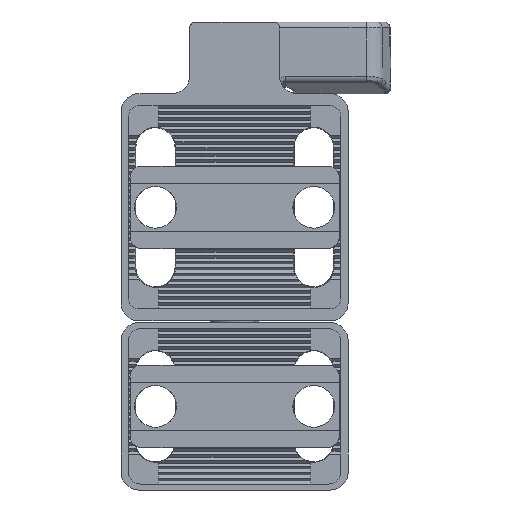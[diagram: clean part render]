
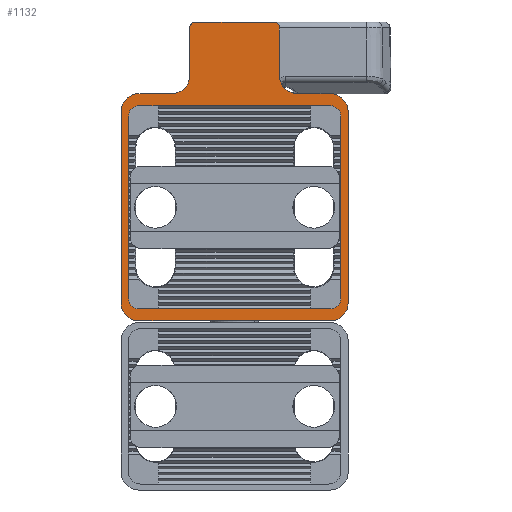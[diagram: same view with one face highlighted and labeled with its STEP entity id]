
A CAD part, left-side view. The second image highlights one B-rep face of the part: STEP entity #1132.
In plain terms, the highlighted planar face has unit normal (-1, 0, 0).
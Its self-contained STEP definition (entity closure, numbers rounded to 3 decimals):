
#1132=ADVANCED_FACE('NONE',(#2906,#2907),#2908,.F.);
#2906=FACE_OUTER_BOUND('',#5375,.T.);
#2907=FACE_BOUND('',#5376,.T.);
#2908=PLANE('',#5377);
#5375=EDGE_LOOP('',(#11315,#11316,#11317,#11318,#11319,#11320,#11321,#11322,#11323,#11324,#11325,#11326,#11327,#11328,#11329,#11330));
#5376=EDGE_LOOP('',(#11331,#11332,#11333,#11334,#11335,#11336,#11337,#11338));
#5377=AXIS2_PLACEMENT_3D('',#11339,#11340,#11341);
#11315=ORIENTED_EDGE('',*,*,#18032,.T.);
#11316=ORIENTED_EDGE('',*,*,#18033,.T.);
#11317=ORIENTED_EDGE('',*,*,#18018,.F.);
#11318=ORIENTED_EDGE('',*,*,#18034,.T.);
#11319=ORIENTED_EDGE('',*,*,#18035,.T.);
#11320=ORIENTED_EDGE('',*,*,#18036,.T.);
#11321=ORIENTED_EDGE('',*,*,#18037,.T.);
#11322=ORIENTED_EDGE('',*,*,#18038,.T.);
#11323=ORIENTED_EDGE('',*,*,#18039,.T.);
#11324=ORIENTED_EDGE('',*,*,#18040,.T.);
#11325=ORIENTED_EDGE('',*,*,#18026,.T.);
#11326=ORIENTED_EDGE('',*,*,#18041,.T.);
#11327=ORIENTED_EDGE('',*,*,#18042,.F.);
#11328=ORIENTED_EDGE('',*,*,#18043,.T.);
#11329=ORIENTED_EDGE('',*,*,#18044,.T.);
#11330=ORIENTED_EDGE('',*,*,#18045,.T.);
#11331=ORIENTED_EDGE('',*,*,#18046,.F.);
#11332=ORIENTED_EDGE('',*,*,#18047,.F.);
#11333=ORIENTED_EDGE('',*,*,#18048,.F.);
#11334=ORIENTED_EDGE('',*,*,#18049,.F.);
#11335=ORIENTED_EDGE('',*,*,#18050,.F.);
#11336=ORIENTED_EDGE('',*,*,#18051,.F.);
#11337=ORIENTED_EDGE('',*,*,#18052,.F.);
#11338=ORIENTED_EDGE('',*,*,#18053,.F.);
#11339=CARTESIAN_POINT('',(-8.0,19.0,50.0));
#11340=DIRECTION('',(1.0,0.,0.));
#11341=DIRECTION('',(0.0,1.0,0.));
#18018=EDGE_CURVE('NONE',#21174,#21176,#21177,.T.);
#18026=EDGE_CURVE('NONE',#21190,#21188,#21191,.T.);
#18032=EDGE_CURVE('NONE',#21199,#21200,#21201,.T.);
#18033=EDGE_CURVE('NONE',#21200,#21176,#21202,.T.);
#18034=EDGE_CURVE('NONE',#21174,#21203,#21204,.T.);
#18035=EDGE_CURVE('NONE',#21203,#21205,#21206,.T.);
#18036=EDGE_CURVE('NONE',#21205,#21207,#21208,.T.);
#18037=EDGE_CURVE('NONE',#21207,#21209,#21210,.T.);
#18038=EDGE_CURVE('NONE',#21209,#21211,#21212,.T.);
#18039=EDGE_CURVE('NONE',#21211,#21213,#21214,.T.);
#18040=EDGE_CURVE('NONE',#21213,#21190,#21215,.T.);
#18041=EDGE_CURVE('NONE',#21188,#21216,#21217,.T.);
#18042=EDGE_CURVE('NONE',#21218,#21216,#21219,.T.);
#18043=EDGE_CURVE('NONE',#21218,#21220,#21221,.T.);
#18044=EDGE_CURVE('NONE',#21220,#21222,#21223,.T.);
#18045=EDGE_CURVE('NONE',#21222,#21199,#21224,.T.);
#18046=EDGE_CURVE('NONE',#21225,#21226,#21227,.T.);
#18047=EDGE_CURVE('NONE',#21228,#21225,#21229,.T.);
#18048=EDGE_CURVE('NONE',#21230,#21228,#21231,.T.);
#18049=EDGE_CURVE('NONE',#21232,#21230,#21233,.T.);
#18050=EDGE_CURVE('NONE',#21234,#21232,#21235,.T.);
#18051=EDGE_CURVE('NONE',#21236,#21234,#21237,.T.);
#18052=EDGE_CURVE('NONE',#21238,#21236,#21239,.T.);
#18053=EDGE_CURVE('NONE',#21226,#21238,#21240,.T.);
#21174=VERTEX_POINT('NONE',#25881);
#21176=VERTEX_POINT('NONE',#25884);
#21177=LINE('',#25885,#25886);
#21188=VERTEX_POINT('NONE',#25901);
#21190=VERTEX_POINT('NONE',#25904);
#21191=LINE('',#25905,#25906);
#21199=VERTEX_POINT('NONE',#25917);
#21200=VERTEX_POINT('NONE',#25918);
#21201=LINE('',#25919,#25920);
#21202=CIRCLE('',#25921,1.0);
#21203=VERTEX_POINT('NONE',#25922);
#21204=CIRCLE('',#25923,1.0);
#21205=VERTEX_POINT('NONE',#25924);
#21206=LINE('',#25925,#25926);
#21207=VERTEX_POINT('NONE',#25927);
#21208=CIRCLE('',#25928,3.0);
#21209=VERTEX_POINT('NONE',#25929);
#21210=LINE('',#25930,#25931);
#21211=VERTEX_POINT('NONE',#25932);
#21212=CIRCLE('',#25933,3.0);
#21213=VERTEX_POINT('NONE',#25934);
#21214=LINE('',#25935,#25936);
#21215=CIRCLE('',#25937,3.0);
#21216=VERTEX_POINT('NONE',#25938);
#21217=CIRCLE('',#25939,3.0);
#21218=VERTEX_POINT('NONE',#25940);
#21219=LINE('',#25941,#25942);
#21220=VERTEX_POINT('NONE',#25943);
#21221=CIRCLE('',#25944,3.0);
#21222=VERTEX_POINT('NONE',#25945);
#21223=LINE('',#25946,#25947);
#21224=CIRCLE('',#25948,3.0);
#21225=VERTEX_POINT('NONE',#25949);
#21226=VERTEX_POINT('NONE',#25950);
#21227=CIRCLE('',#25951,1.75);
#21228=VERTEX_POINT('NONE',#25952);
#21229=LINE('',#25953,#25954);
#21230=VERTEX_POINT('NONE',#25955);
#21231=CIRCLE('',#25956,1.75);
#21232=VERTEX_POINT('NONE',#25957);
#21233=LINE('',#25958,#25959);
#21234=VERTEX_POINT('NONE',#25960);
#21235=CIRCLE('',#25961,1.75);
#21236=VERTEX_POINT('NONE',#25962);
#21237=LINE('',#25963,#25964);
#21238=VERTEX_POINT('NONE',#25965);
#21239=CIRCLE('',#25966,1.75);
#21240=LINE('',#25967,#25968);
#25881=CARTESIAN_POINT('',(-8.0,6.5,50.0));
#25884=CARTESIAN_POINT('',(-8.0,-6.5,50.0));
#25885=CARTESIAN_POINT('',(-8.0,19.0,50.0));
#25886=VECTOR('',#33148,1000.0);
#25901=CARTESIAN_POINT('',(-8.0,-16.0,0.0));
#25904=CARTESIAN_POINT('',(-8.0,16.0,0.0));
#25905=CARTESIAN_POINT('',(-8.0,19.0,0.0));
#25906=VECTOR('',#33157,1000.0);
#25917=CARTESIAN_POINT('',(-8.0,-7.5,41.0));
#25918=CARTESIAN_POINT('',(-8.0,-7.5,49.0));
#25919=CARTESIAN_POINT('',(-8.0,-7.5,50.0));
#25920=VECTOR('',#33164,1000.0);
#25921=AXIS2_PLACEMENT_3D('',#33165,#33166,#33167);
#25922=CARTESIAN_POINT('',(-8.,7.5,49.0));
#25923=AXIS2_PLACEMENT_3D('',#33168,#33169,#33170);
#25924=CARTESIAN_POINT('',(-8.,7.5,41.0));
#25925=CARTESIAN_POINT('',(-8.,7.5,50.0));
#25926=VECTOR('',#33171,1000.0);
#25927=CARTESIAN_POINT('',(-8.,10.5,38.0));
#25928=AXIS2_PLACEMENT_3D('',#33172,#33173,#33174);
#25929=CARTESIAN_POINT('',(-8.,16.0,38.0));
#25930=CARTESIAN_POINT('',(-8.,10.5,38.0));
#25931=VECTOR('',#33175,1000.0);
#25932=CARTESIAN_POINT('',(-8.0,19.0,35.0));
#25933=AXIS2_PLACEMENT_3D('',#33176,#33177,#33178);
#25934=CARTESIAN_POINT('',(-8.0,19.0,3.0));
#25935=CARTESIAN_POINT('',(-8.0,19.0,50.0));
#25936=VECTOR('',#33179,1000.0);
#25937=AXIS2_PLACEMENT_3D('',#33180,#33181,#33182);
#25938=CARTESIAN_POINT('',(-8.0,-19.0,3.0));
#25939=AXIS2_PLACEMENT_3D('',#33183,#33184,#33185);
#25940=CARTESIAN_POINT('',(-8.0,-19.0,35.0));
#25941=CARTESIAN_POINT('',(-8.0,-19.0,50.0));
#25942=VECTOR('',#33186,1000.0);
#25943=CARTESIAN_POINT('',(-8.0,-16.0,38.0));
#25944=AXIS2_PLACEMENT_3D('',#33187,#33188,#33189);
#25945=CARTESIAN_POINT('',(-8.0,-10.5,38.0));
#25946=CARTESIAN_POINT('',(-8.0,-10.5,38.0));
#25947=VECTOR('',#33190,1000.0);
#25948=AXIS2_PLACEMENT_3D('',#33191,#33192,#33193);
#25949=CARTESIAN_POINT('',(-8.0,16.0,36.0));
#25950=CARTESIAN_POINT('',(-8.0,17.75,34.25));
#25951=AXIS2_PLACEMENT_3D('',#33194,#33195,#33196);
#25952=CARTESIAN_POINT('',(-8.0,-16.0,36.0));
#25953=CARTESIAN_POINT('',(-8.0,16.0,36.0));
#25954=VECTOR('',#33197,1000.0);
#25955=CARTESIAN_POINT('',(-8.0,-17.75,34.25));
#25956=AXIS2_PLACEMENT_3D('',#33198,#33199,#33200);
#25957=CARTESIAN_POINT('',(-8.0,-17.75,3.75));
#25958=CARTESIAN_POINT('',(-8.0,-17.75,34.25));
#25959=VECTOR('',#33201,1000.0);
#25960=CARTESIAN_POINT('',(-8.0,-16.0,2.));
#25961=AXIS2_PLACEMENT_3D('',#33202,#33203,#33204);
#25962=CARTESIAN_POINT('',(-8.0,16.0,2.0));
#25963=CARTESIAN_POINT('',(-8.0,16.0,2.0));
#25964=VECTOR('',#33205,1000.0);
#25965=CARTESIAN_POINT('',(-8.0,17.75,3.75));
#25966=AXIS2_PLACEMENT_3D('',#33206,#33207,#33208);
#25967=CARTESIAN_POINT('',(-8.0,17.75,34.25));
#25968=VECTOR('',#33209,1000.0);
#33148=DIRECTION('',(0.,-1.0,0.0));
#33157=DIRECTION('',(0.,-1.0,0.0));
#33164=DIRECTION('',(-0.0,-0.0,1.0));
#33165=CARTESIAN_POINT('',(-8.0,-6.5,49.0));
#33166=DIRECTION('',(-1.0,0.0,0.0));
#33167=DIRECTION('',(0.0,1.0,0.0));
#33168=CARTESIAN_POINT('',(-8.0,6.5,49.0));
#33169=DIRECTION('',(-1.0,0.0,0.0));
#33170=DIRECTION('',(0.0,1.0,0.0));
#33171=DIRECTION('',(0.0,0.0,-1.0));
#33172=CARTESIAN_POINT('',(-8.,10.5,41.0));
#33173=DIRECTION('',(1.0,0.0,0.0));
#33174=DIRECTION('',(0.0,1.0,0.0));
#33175=DIRECTION('',(0.,1.0,0.0));
#33176=CARTESIAN_POINT('',(-8.0,16.0,35.0));
#33177=DIRECTION('',(-1.0,0.0,0.0));
#33178=DIRECTION('',(0.0,1.0,0.0));
#33179=DIRECTION('',(-0.0,-0.0,-1.0));
#33180=CARTESIAN_POINT('',(-8.0,16.0,3.0));
#33181=DIRECTION('',(-1.0,0.0,0.0));
#33182=DIRECTION('',(0.0,1.0,0.0));
#33183=CARTESIAN_POINT('',(-8.0,-16.0,3.0));
#33184=DIRECTION('',(-1.0,0.0,0.0));
#33185=DIRECTION('',(0.0,1.0,0.0));
#33186=DIRECTION('',(-0.0,-0.0,-1.0));
#33187=CARTESIAN_POINT('',(-8.0,-16.0,35.0));
#33188=DIRECTION('',(-1.0,0.0,0.0));
#33189=DIRECTION('',(0.0,1.0,0.0));
#33190=DIRECTION('',(0.,1.0,-0.0));
#33191=CARTESIAN_POINT('',(-8.0,-10.5,41.0));
#33192=DIRECTION('',(1.0,0.0,0.0));
#33193=DIRECTION('',(0.0,-1.0,0.0));
#33194=CARTESIAN_POINT('',(-8.0,16.0,34.25));
#33195=DIRECTION('',(-1.0,0.0,0.0));
#33196=DIRECTION('',(0.0,1.0,0.0));
#33197=DIRECTION('',(0.,1.0,-0.0));
#33198=CARTESIAN_POINT('',(-8.0,-16.0,34.25));
#33199=DIRECTION('',(-1.0,0.0,0.0));
#33200=DIRECTION('',(0.0,1.0,0.0));
#33201=DIRECTION('',(-0.0,-0.0,1.0));
#33202=CARTESIAN_POINT('',(-8.0,-16.0,3.75));
#33203=DIRECTION('',(-1.0,0.0,0.0));
#33204=DIRECTION('',(0.0,1.0,0.0));
#33205=DIRECTION('',(0.,-1.0,0.));
#33206=CARTESIAN_POINT('',(-8.0,16.0,3.75));
#33207=DIRECTION('',(-1.0,0.0,0.0));
#33208=DIRECTION('',(0.0,-1.0,0.0));
#33209=DIRECTION('',(0.0,0.,-1.0));
